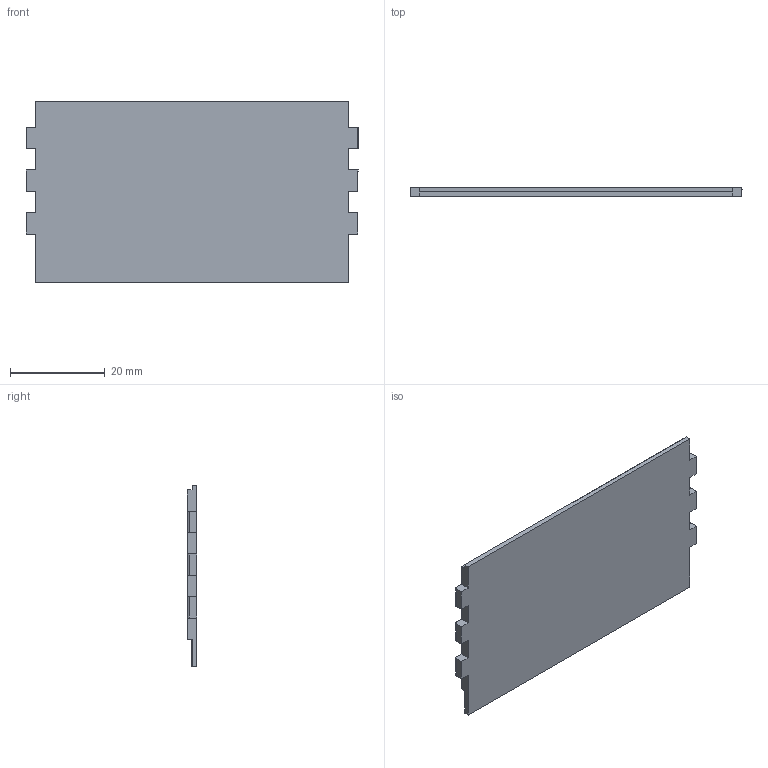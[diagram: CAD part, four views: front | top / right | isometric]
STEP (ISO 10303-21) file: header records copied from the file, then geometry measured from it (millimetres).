
FILE_DESCRIPTION(/* description */ (''),/* implementation_level */ '2;1');
FILE_NAME(/* name */ 'dragon_beard_dust_cover_starboard_v2.step',/* time_stamp */ '2023-01-28T13:14:36-08:00',/* author */ (''),/* organization */ (''),/* preprocessor_version */ 'ST-DEVELOPER v19.2',/* originating_system */ 'Autodesk Translation Framework v11.17.0.187',/* authorisation */ '');
FILE_SCHEMA (('AUTOMOTIVE_DESIGN { 1 0 10303 214 3 1 1 }'));
Length unit declared in the file: millimetre
Products named in the file (1): dragon_beard_dust_cover_starboard
Bounding box: 70 x 2 x 38.3 mm (x, y, z)
Volume: 4679.2 mm3; surface area: 5673 mm2
Topology: 1 solids, 1 shells, 137 faces, 393 edges, 262 vertices
Faces by surface type: plane 76, bspline 49, cylinder 12
Full cylindrical faces by diameter (mm): 2.333 x1
Entity records: 4633 total; most frequent: CARTESIAN_POINT 1318, ORIENTED_EDGE 786, DIRECTION 553, EDGE_CURVE 393, LINE 271, VECTOR 271, VERTEX_POINT 262, EDGE_LOOP 141
